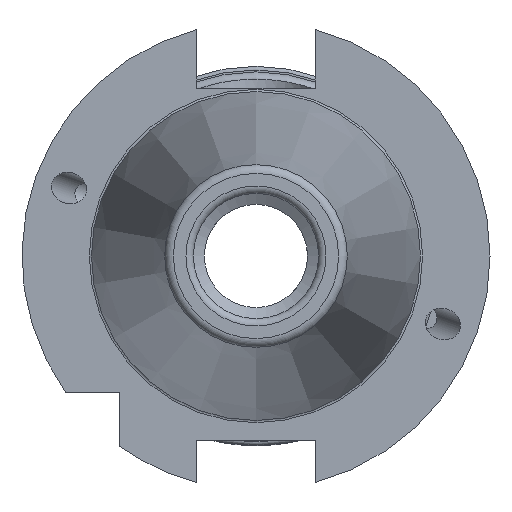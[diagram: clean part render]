
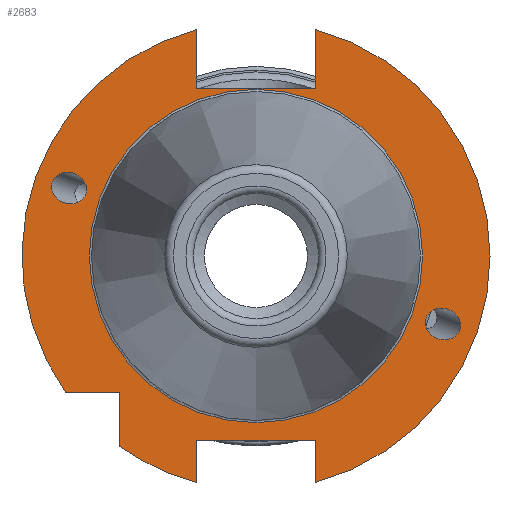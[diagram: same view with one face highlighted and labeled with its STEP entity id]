
A CAD part, left-side view. The second image highlights one B-rep face of the part: STEP entity #2683.
In plain terms, the highlighted planar face has unit normal (-1, 0, 0).
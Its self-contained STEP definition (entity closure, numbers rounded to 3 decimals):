
#822=CARTESIAN_POINT('',(3.2,-23.093,-8.405));
#823=VERTEX_POINT('',#822);
#824=CARTESIAN_POINT('',(3.2,-25.372,-9.235));
#825=DIRECTION('',(1.0,0.0,0.0));
#826=DIRECTION('',(0.0,-0.94,-0.342));
#827=AXIS2_PLACEMENT_3D('',#824,#825,#826);
#828=ELLIPSE('',#827,2.425,2.1);
#829=EDGE_CURVE('',#823,#823,#828,.T.);
#859=CARTESIAN_POINT('',(3.2,23.093,8.405));
#860=VERTEX_POINT('',#859);
#861=CARTESIAN_POINT('',(3.2,25.372,9.235));
#862=DIRECTION('',(1.0,0.0,0.0));
#863=DIRECTION('',(0.0,0.94,0.342));
#864=AXIS2_PLACEMENT_3D('',#861,#862,#863);
#865=ELLIPSE('',#864,2.425,2.1);
#866=EDGE_CURVE('',#860,#860,#865,.T.);
#1811=CARTESIAN_POINT('',(3.2,18.5,-18.5));
#1812=VERTEX_POINT('',#1811);
#1813=CARTESIAN_POINT('',(3.2,18.5,-25.834));
#1814=VERTEX_POINT('',#1813);
#1815=CARTESIAN_POINT('',(3.2,18.5,-18.5));
#1816=DIRECTION('',(0.0,0.0,-1.0));
#1817=VECTOR('',#1816,7.334);
#1818=LINE('',#1815,#1817);
#1819=EDGE_CURVE('',#1812,#1814,#1818,.T.);
#1934=CARTESIAN_POINT('',(3.2,25.834,-18.5));
#1935=VERTEX_POINT('',#1934);
#1936=CARTESIAN_POINT('',(3.2,25.834,-18.5));
#1937=DIRECTION('',(0.0,-1.0,0.0));
#1938=VECTOR('',#1937,7.334);
#1939=LINE('',#1936,#1938);
#1940=EDGE_CURVE('',#1935,#1812,#1939,.T.);
#2035=CARTESIAN_POINT('',(3.2,8.05,30.738));
#2036=VERTEX_POINT('',#2035);
#2037=CARTESIAN_POINT('',(3.2,0.0,0.));
#2038=DIRECTION('',(-1.0,0.0,0.));
#2039=DIRECTION('',(0.,0.0,1.0));
#2040=AXIS2_PLACEMENT_3D('',#2037,#2038,#2039);
#2041=CIRCLE('',#2040,31.775);
#2042=EDGE_CURVE('',#2036,#1935,#2041,.T.);
#2430=CARTESIAN_POINT('',(3.2,8.05,-25.0));
#2431=VERTEX_POINT('',#2430);
#2438=CARTESIAN_POINT('',(3.2,8.05,-30.738));
#2439=VERTEX_POINT('',#2438);
#2440=CARTESIAN_POINT('',(3.2,8.05,-30.738));
#2441=DIRECTION('',(0.0,0.0,1.0));
#2442=VECTOR('',#2441,5.738);
#2443=LINE('',#2440,#2442);
#2444=EDGE_CURVE('',#2439,#2431,#2443,.T.);
#2494=CARTESIAN_POINT('',(3.2,-8.05,-30.738));
#2495=VERTEX_POINT('',#2494);
#2502=CARTESIAN_POINT('',(3.2,-8.05,-25.0));
#2503=VERTEX_POINT('',#2502);
#2504=CARTESIAN_POINT('',(3.2,-8.05,-25.0));
#2505=DIRECTION('',(0.0,0.0,-1.0));
#2506=VECTOR('',#2505,5.738);
#2507=LINE('',#2504,#2506);
#2508=EDGE_CURVE('',#2503,#2495,#2507,.T.);
#2527=CARTESIAN_POINT('',(3.2,8.05,-25.0));
#2528=DIRECTION('',(0.0,-1.0,0.0));
#2529=VECTOR('',#2528,16.1);
#2530=LINE('',#2527,#2529);
#2531=EDGE_CURVE('',#2431,#2503,#2530,.T.);
#2615=CARTESIAN_POINT('',(3.2,0.0,27.233));
#2616=DIRECTION('',(-1.0,0.0,0.0));
#2617=DIRECTION('',(0.0,0.0,1.0));
#2618=AXIS2_PLACEMENT_3D('',#2615,#2616,#2617);
#2619=PLANE('',#2618);
#2620=ORIENTED_EDGE('',*,*,#1819,.T.);
#2621=CARTESIAN_POINT('',(3.2,0.0,0.));
#2622=DIRECTION('',(-1.0,0.0,0.));
#2623=DIRECTION('',(0.,0.0,1.0));
#2624=AXIS2_PLACEMENT_3D('',#2621,#2622,#2623);
#2625=CIRCLE('',#2624,31.775);
#2626=EDGE_CURVE('',#1814,#2439,#2625,.T.);
#2627=ORIENTED_EDGE('',*,*,#2626,.T.);
#2628=ORIENTED_EDGE('',*,*,#2444,.T.);
#2629=ORIENTED_EDGE('',*,*,#2531,.T.);
#2630=ORIENTED_EDGE('',*,*,#2508,.T.);
#2631=CARTESIAN_POINT('',(3.2,-8.05,30.738));
#2632=VERTEX_POINT('',#2631);
#2633=CARTESIAN_POINT('',(3.2,0.0,0.));
#2634=DIRECTION('',(-1.0,0.0,0.));
#2635=DIRECTION('',(0.,0.0,1.0));
#2636=AXIS2_PLACEMENT_3D('',#2633,#2634,#2635);
#2637=CIRCLE('',#2636,31.775);
#2638=EDGE_CURVE('',#2495,#2632,#2637,.T.);
#2639=ORIENTED_EDGE('',*,*,#2638,.T.);
#2640=CARTESIAN_POINT('',(3.2,-8.05,22.8));
#2641=VERTEX_POINT('',#2640);
#2642=CARTESIAN_POINT('',(3.2,-8.05,30.738));
#2643=DIRECTION('',(0.0,0.0,-1.0));
#2644=VECTOR('',#2643,7.938);
#2645=LINE('',#2642,#2644);
#2646=EDGE_CURVE('',#2632,#2641,#2645,.T.);
#2647=ORIENTED_EDGE('',*,*,#2646,.T.);
#2648=CARTESIAN_POINT('',(3.2,8.05,22.8));
#2649=VERTEX_POINT('',#2648);
#2650=CARTESIAN_POINT('',(3.2,-8.05,22.8));
#2651=DIRECTION('',(0.0,1.0,0.0));
#2652=VECTOR('',#2651,16.1);
#2653=LINE('',#2650,#2652);
#2654=EDGE_CURVE('',#2641,#2649,#2653,.T.);
#2655=ORIENTED_EDGE('',*,*,#2654,.T.);
#2656=CARTESIAN_POINT('',(3.2,8.05,22.8));
#2657=DIRECTION('',(0.0,0.0,1.0));
#2658=VECTOR('',#2657,7.938);
#2659=LINE('',#2656,#2658);
#2660=EDGE_CURVE('',#2649,#2036,#2659,.T.);
#2661=ORIENTED_EDGE('',*,*,#2660,.T.);
#2662=ORIENTED_EDGE('',*,*,#2042,.T.);
#2663=ORIENTED_EDGE('',*,*,#1940,.T.);
#2664=EDGE_LOOP('',(#2620,#2627,#2628,#2629,#2630,#2639,#2647,#2655,#2661,#2662,#2663));
#2665=FACE_OUTER_BOUND('',#2664,.T.);
#2666=ORIENTED_EDGE('',*,*,#829,.T.);
#2667=EDGE_LOOP('',(#2666));
#2668=FACE_BOUND('',#2667,.T.);
#2669=ORIENTED_EDGE('',*,*,#866,.T.);
#2670=EDGE_LOOP('',(#2669));
#2671=FACE_BOUND('',#2670,.T.);
#2672=CARTESIAN_POINT('',(3.2,22.625,0.0));
#2673=VERTEX_POINT('',#2672);
#2674=CARTESIAN_POINT('',(3.2,0.0,0.0));
#2675=DIRECTION('',(-1.0,0.0,0.0));
#2676=DIRECTION('',(0.0,1.0,0.0));
#2677=AXIS2_PLACEMENT_3D('',#2674,#2675,#2676);
#2678=CIRCLE('',#2677,22.625);
#2679=EDGE_CURVE('',#2673,#2673,#2678,.T.);
#2680=ORIENTED_EDGE('',*,*,#2679,.F.);
#2681=EDGE_LOOP('',(#2680));
#2682=FACE_BOUND('',#2681,.T.);
#2683=ADVANCED_FACE('',(#2665,#2668,#2671,#2682),#2619,.T.);
